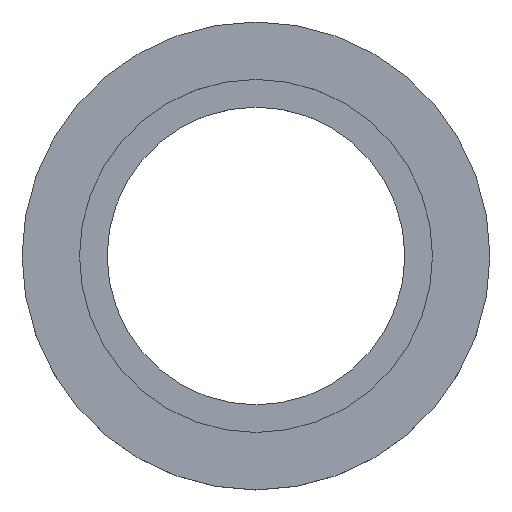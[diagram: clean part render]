
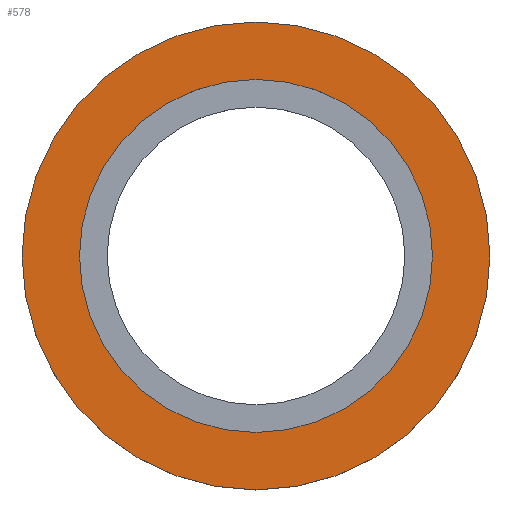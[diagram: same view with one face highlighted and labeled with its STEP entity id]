
A CAD part, top view. The second image highlights one B-rep face of the part: STEP entity #578.
In plain terms, the highlighted planar face has unit normal (0, 0, 1).
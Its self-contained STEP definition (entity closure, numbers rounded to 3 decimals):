
#8 = DIRECTION ( 'NONE',  ( 1., 0., 0. ) ) ;
#12 = DIRECTION ( 'NONE',  ( 0., 0., 1. ) ) ;
#14 = EDGE_CURVE ( 'NONE', #271, #91, #104, .T. ) ;
#19 = CIRCLE ( 'NONE', #451, 55. ) ;
#24 = EDGE_LOOP ( 'NONE', ( #554, #96 ) ) ;
#30 = CARTESIAN_POINT ( 'NONE',  ( 0., 0., 0. ) ) ;
#46 = AXIS2_PLACEMENT_3D ( 'NONE', #559, #585, #406 ) ;
#49 = AXIS2_PLACEMENT_3D ( 'NONE', #375, #332, #150 ) ;
#91 = VERTEX_POINT ( 'NONE', #546 ) ;
#96 = ORIENTED_EDGE ( 'NONE', *, *, #510, .T. ) ;
#100 = ORIENTED_EDGE ( 'NONE', *, *, #192, .F. ) ;
#101 = CIRCLE ( 'NONE', #274, 55. ) ;
#104 = CIRCLE ( 'NONE', #109, 41.5 ) ;
#107 = CARTESIAN_POINT ( 'NONE',  ( -55., 0., 0. ) ) ;
#109 = AXIS2_PLACEMENT_3D ( 'NONE', #177, #122, #153 ) ;
#122 = DIRECTION ( 'NONE',  ( 0., 0., 1. ) ) ;
#150 = DIRECTION ( 'NONE',  ( -1., 0., 0. ) ) ;
#153 = DIRECTION ( 'NONE',  ( 1., 0., 0. ) ) ;
#161 = CARTESIAN_POINT ( 'NONE',  ( 41.5, 0., 0. ) ) ;
#163 = DIRECTION ( 'NONE',  ( 0., 0., 1. ) ) ;
#177 = CARTESIAN_POINT ( 'NONE',  ( 0., 0., 0. ) ) ;
#192 = EDGE_CURVE ( 'NONE', #91, #271, #247, .T. ) ;
#211 = ORIENTED_EDGE ( 'NONE', *, *, #14, .F. ) ;
#247 = CIRCLE ( 'NONE', #46, 41.5 ) ;
#271 = VERTEX_POINT ( 'NONE', #161 ) ;
#274 = AXIS2_PLACEMENT_3D ( 'NONE', #569, #163, #524 ) ;
#330 = VERTEX_POINT ( 'NONE', #107 ) ;
#332 = DIRECTION ( 'NONE',  ( 0., 0., -1. ) ) ;
#365 = EDGE_CURVE ( 'NONE', #608, #330, #19, .T. ) ;
#375 = CARTESIAN_POINT ( 'NONE',  ( 0., 41.5, 0. ) ) ;
#405 = FACE_BOUND ( 'NONE', #573, .T. ) ;
#406 = DIRECTION ( 'NONE',  ( 1., 0., 0. ) ) ;
#451 = AXIS2_PLACEMENT_3D ( 'NONE', #30, #12, #8 ) ;
#465 = PLANE ( 'NONE',  #49 ) ;
#506 = FACE_OUTER_BOUND ( 'NONE', #24, .T. ) ;
#510 = EDGE_CURVE ( 'NONE', #330, #608, #101, .T. ) ;
#524 = DIRECTION ( 'NONE',  ( 1., 0., 0. ) ) ;
#546 = CARTESIAN_POINT ( 'NONE',  ( -41.5, 0., 0. ) ) ;
#554 = ORIENTED_EDGE ( 'NONE', *, *, #365, .T. ) ;
#559 = CARTESIAN_POINT ( 'NONE',  ( 0., 0., 0. ) ) ;
#569 = CARTESIAN_POINT ( 'NONE',  ( 0., 0., 0. ) ) ;
#573 = EDGE_LOOP ( 'NONE', ( #211, #100 ) ) ;
#578 = ADVANCED_FACE ( 'NONE', ( #405, #506 ), #465, .F. ) ;
#585 = DIRECTION ( 'NONE',  ( 0., 0., 1. ) ) ;
#593 = CARTESIAN_POINT ( 'NONE',  ( 55., 0., 0. ) ) ;
#608 = VERTEX_POINT ( 'NONE', #593 ) ;
